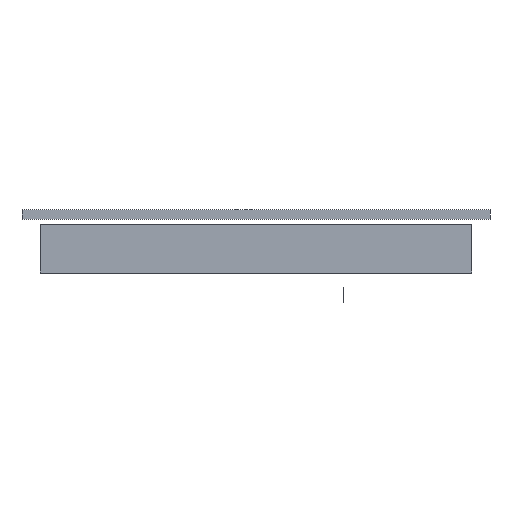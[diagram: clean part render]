
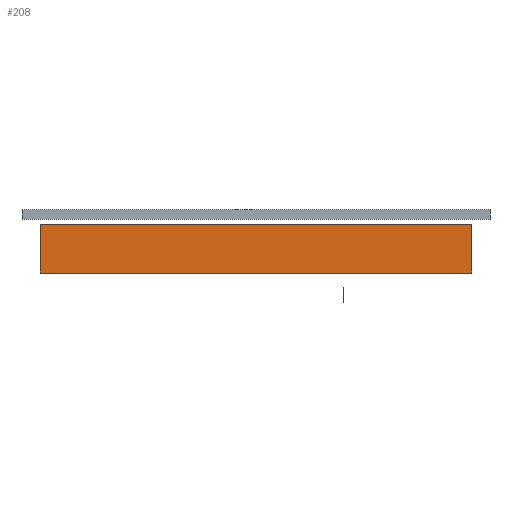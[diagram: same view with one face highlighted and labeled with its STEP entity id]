
A CAD part, top view. The second image highlights one B-rep face of the part: STEP entity #208.
In plain terms, the highlighted planar face has unit normal (0, 0, -1).
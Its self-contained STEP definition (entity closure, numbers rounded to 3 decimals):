
#172=AXIS2_PLACEMENT_3D('Plane Axis2P3D',#169,#170,#171) ;
#169=CARTESIAN_POINT('Axis2P3D Location',(772.858,76.2,705.158)) ;
#174=CARTESIAN_POINT('Line Origine',(-351.145,12.7,705.158)) ;
#178=CARTESIAN_POINT('Vertex',(-351.145,76.2,705.158)) ;
#180=CARTESIAN_POINT('Vertex',(-351.145,-50.8,705.158)) ;
#183=CARTESIAN_POINT('Line Origine',(210.856,76.2,705.158)) ;
#187=CARTESIAN_POINT('Vertex',(772.858,76.2,705.158)) ;
#190=CARTESIAN_POINT('Line Origine',(772.858,12.7,705.158)) ;
#194=CARTESIAN_POINT('Vertex',(772.858,-50.8,705.158)) ;
#197=CARTESIAN_POINT('Line Origine',(210.856,-50.8,705.158)) ;
#170=DIRECTION('Axis2P3D Direction',(0.,0.,1.)) ;
#171=DIRECTION('Axis2P3D XDirection',(0.,1.,0.)) ;
#175=DIRECTION('Vector Direction',(0.,-1.,0.)) ;
#184=DIRECTION('Vector Direction',(-1.,0.,0.)) ;
#191=DIRECTION('Vector Direction',(0.,-1.,0.)) ;
#198=DIRECTION('Vector Direction',(-1.,0.,0.)) ;
#176=VECTOR('Line Direction',#175,1.) ;
#185=VECTOR('Line Direction',#184,1.) ;
#192=VECTOR('Line Direction',#191,1.) ;
#199=VECTOR('Line Direction',#198,1.) ;
#203=ORIENTED_EDGE('',*,*,#182,.F.) ;
#204=ORIENTED_EDGE('',*,*,#189,.F.) ;
#205=ORIENTED_EDGE('',*,*,#196,.T.) ;
#206=ORIENTED_EDGE('',*,*,#201,.T.) ;
#208=ADVANCED_FACE('Surface.4',(#207),#173,.F.) ;
#182=EDGE_CURVE('',#179,#181,#177,.T.) ;
#189=EDGE_CURVE('',#188,#179,#186,.T.) ;
#196=EDGE_CURVE('',#188,#195,#193,.T.) ;
#201=EDGE_CURVE('',#195,#181,#200,.T.) ;
#202=EDGE_LOOP('',(#203,#204,#205,#206)) ;
#207=FACE_OUTER_BOUND('',#202,.T.) ;
#177=LINE('Line',#174,#176) ;
#186=LINE('Line',#183,#185) ;
#193=LINE('Line',#190,#192) ;
#200=LINE('Line',#197,#199) ;
#173=PLANE('',#172) ;
#179=VERTEX_POINT('',#178) ;
#181=VERTEX_POINT('',#180) ;
#188=VERTEX_POINT('',#187) ;
#195=VERTEX_POINT('',#194) ;
